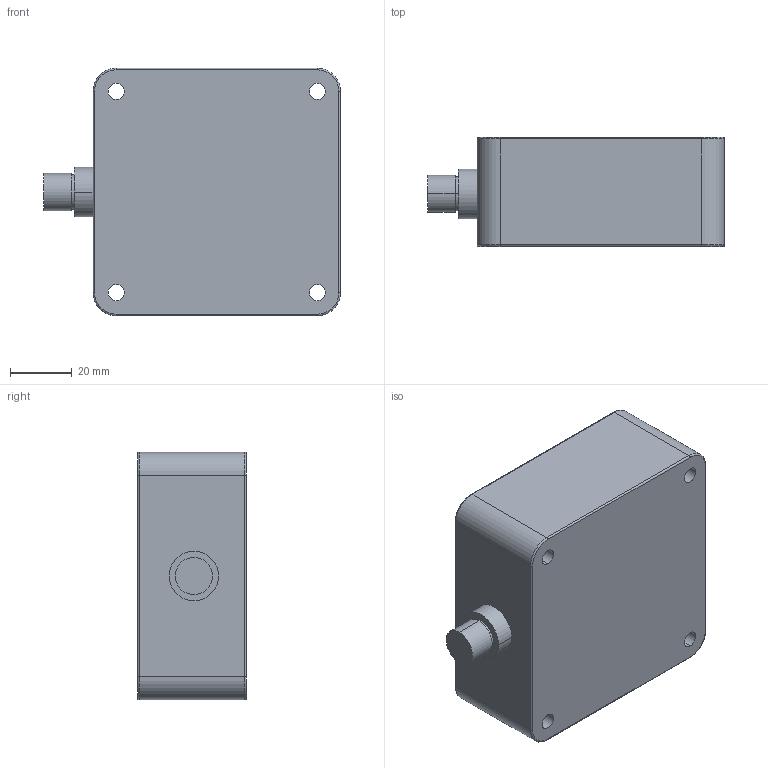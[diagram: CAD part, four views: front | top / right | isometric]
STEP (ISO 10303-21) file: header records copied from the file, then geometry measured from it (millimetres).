
FILE_DESCRIPTION((''),'2;1');
FILE_NAME('CAD-0304A','2020-07-23T07:15:41',('creinig-se'),(''),'CREO PARAMETRIC BY PTC INC, 2019292','CREO PARAMETRIC BY PTC INC, 2019292','');
FILE_SCHEMA(('CONFIG_CONTROL_DESIGN','SHAPE_APPEARANCE_LAYERS_GROUPS'));
Length unit declared in the file: millimetre
Products named in the file (1): CAD-0304A
Bounding box: 96 x 35.2 x 80 mm (x, y, z)
Volume: 221929.5 mm3; surface area: 26532.9 mm2
Topology: 1 solids, 1 shells, 71 faces, 188 edges, 140 vertices
Faces by surface type: plane 37, cylinder 26, torus 8
Entity records: 2914 total; most frequent: DIRECTION 396, CARTESIAN_POINT 368, ORIENTED_EDGE 340, PRESENTATION_STYLE_ASSIGNMENT 196, STYLED_ITEM 190, CURVE_STYLE 189, EDGE_CURVE 170, AXIS2_PLACEMENT_3D 136
